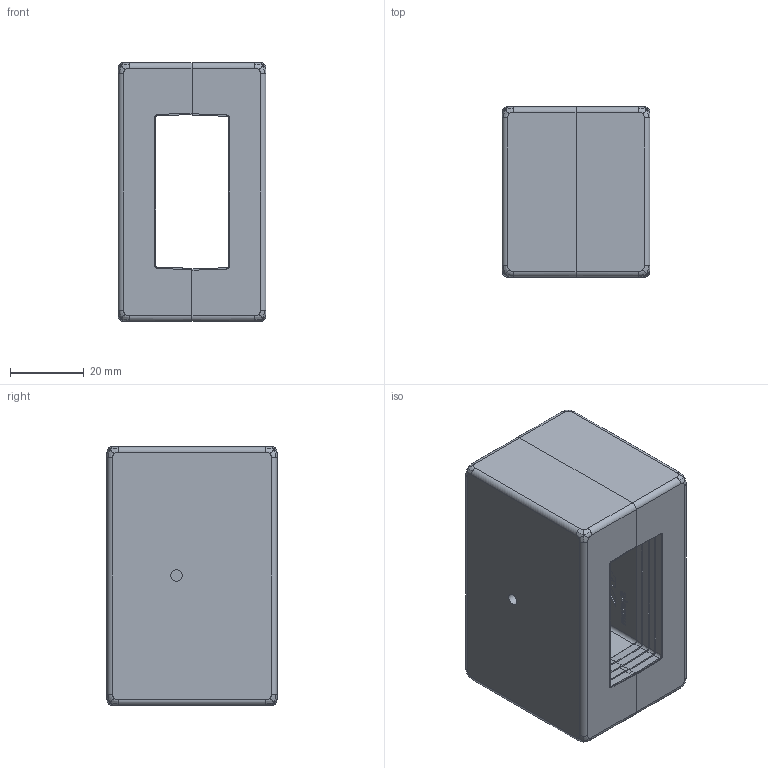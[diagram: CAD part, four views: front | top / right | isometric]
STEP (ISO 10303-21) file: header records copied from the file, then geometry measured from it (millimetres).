
FILE_DESCRIPTION(/* description */ (''),/* implementation_level */ '2;1');
FILE_NAME(/* name */ 'DIN Rail Mount for PEAK.step',/* time_stamp */ '2023-06-13T11:33:41+02:00',/* author */ (''),/* organization */ (''),/* preprocessor_version */ 'ST-DEVELOPER v19.2',/* originating_system */ 'Autodesk Translation Framework v12.6.0.85',/* authorisation */ '');
FILE_SCHEMA (('AUTOMOTIVE_DESIGN { 1 0 10303 214 3 1 1 }'));
Length unit declared in the file: millimetre
Products named in the file (1): DIN Rail Mount for PEAK
Bounding box: 40 x 46 x 70 mm (x, y, z)
Volume: 86045.8 mm3; surface area: 24944.9 mm2
Topology: 2 solids, 2 shells, 412 faces, 1103 edges, 716 vertices
Faces by surface type: plane 256, bspline 99, cylinder 41, cone 16
Full cylindrical faces by diameter (mm): 2.4 x10, 3.112 x1
Entity records: 16080 total; most frequent: CARTESIAN_POINT 6204, ORIENTED_EDGE 2206, DIRECTION 1766, EDGE_CURVE 1103, LINE 738, VECTOR 738, VERTEX_POINT 716, AXIS2_PLACEMENT_3D 514
